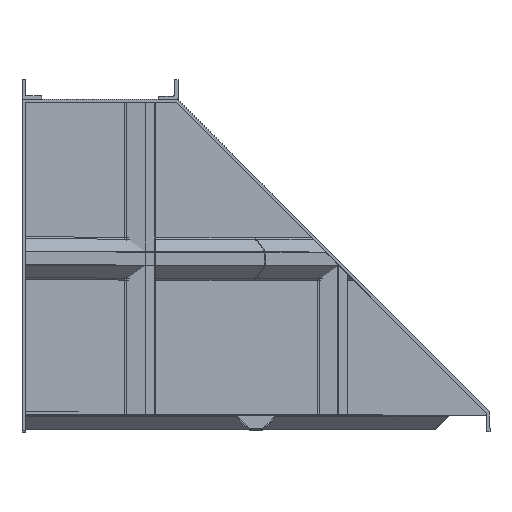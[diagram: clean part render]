
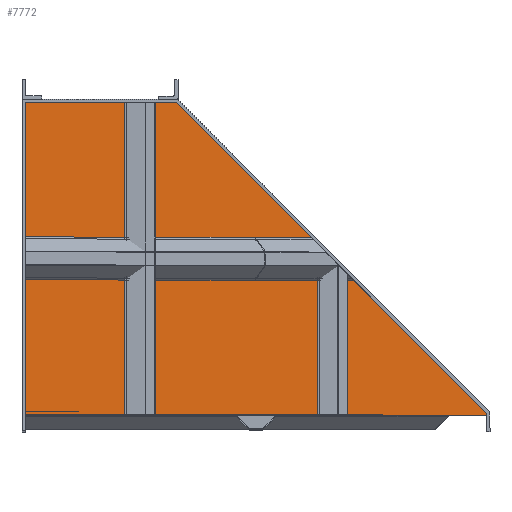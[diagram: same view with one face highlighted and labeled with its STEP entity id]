
A CAD part, top view. The second image highlights one B-rep face of the part: STEP entity #7772.
In plain terms, the highlighted planar face has unit normal (0.707, 0, 0.707).
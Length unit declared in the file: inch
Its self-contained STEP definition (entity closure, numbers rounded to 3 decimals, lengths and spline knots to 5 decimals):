
#241 = EDGE_CURVE ( 'NONE', #866, #5269, #3382, .T. ) ;
#245 = CARTESIAN_POINT ( 'NONE',  ( 36.17678, 24., 2.57678 ) ) ;
#283 = CARTESIAN_POINT ( 'NONE',  ( 11.89645, 23.75, 26.85711 ) ) ;
#343 = DIRECTION ( 'NONE',  ( 0., 1., 0. ) ) ;
#866 = VERTEX_POINT ( 'NONE', #1293 ) ;
#1240 = ORIENTED_EDGE ( 'NONE', *, *, #7795, .T. ) ;
#1293 = CARTESIAN_POINT ( 'NONE',  ( 0.25, 23.75, 38.50355 ) ) ;
#1860 = CARTESIAN_POINT ( 'NONE',  ( 28., 7.64645, 10.75355 ) ) ;
#1898 = DIRECTION ( 'NONE',  ( 0.577, -0.577, -0.577 ) ) ;
#2339 = VECTOR ( 'NONE', #1898, 39.37008 ) ;
#2415 = LINE ( 'NONE', #6311, #3164 ) ;
#2463 = ORIENTED_EDGE ( 'NONE', *, *, #3391, .T. ) ;
#2812 = DIRECTION ( 'NONE',  ( 0., -1., 0. ) ) ;
#2931 = DIRECTION ( 'NONE',  ( 0.707, 0., -0.707 ) ) ;
#3164 = VECTOR ( 'NONE', #5116, 39.37008 ) ;
#3382 = LINE ( 'NONE', #5955, #6281 ) ;
#3391 = EDGE_CURVE ( 'NONE', #6233, #3924, #3499, .T. ) ;
#3499 = LINE ( 'NONE', #7261, #4162 ) ;
#3861 = VERTEX_POINT ( 'NONE', #283 ) ;
#3886 = LINE ( 'NONE', #6284, #6244 ) ;
#3924 = VERTEX_POINT ( 'NONE', #6146 ) ;
#4162 = VECTOR ( 'NONE', #343, 39.37008 ) ;
#4197 = DIRECTION ( 'NONE',  ( 0.707, 0., 0.707 ) ) ;
#4265 = EDGE_LOOP ( 'NONE', ( #8044, #2463, #7527, #1240, #6094 ) ) ;
#4277 = PLANE ( 'NONE',  #4922 ) ;
#4332 = CARTESIAN_POINT ( 'NONE',  ( 35.75, -0.25, 3.00355 ) ) ;
#4922 = AXIS2_PLACEMENT_3D ( 'NONE', #245, #4197, #2931 ) ;
#5116 = DIRECTION ( 'NONE',  ( -0.707, 0., 0.707 ) ) ;
#5269 = VERTEX_POINT ( 'NONE', #6895 ) ;
#5779 = LINE ( 'NONE', #1860, #2339 ) ;
#5955 = CARTESIAN_POINT ( 'NONE',  ( 0.25, 24., 38.50355 ) ) ;
#6094 = ORIENTED_EDGE ( 'NONE', *, *, #241, .T. ) ;
#6146 = CARTESIAN_POINT ( 'NONE',  ( 35.75, -0.10355, 3.00355 ) ) ;
#6233 = VERTEX_POINT ( 'NONE', #4332 ) ;
#6244 = VECTOR ( 'NONE', #8353, 39.37008 ) ;
#6281 = VECTOR ( 'NONE', #2812, 39.37008 ) ;
#6284 = CARTESIAN_POINT ( 'NONE',  ( 19.37678, -0.25, 19.37678 ) ) ;
#6311 = CARTESIAN_POINT ( 'NONE',  ( 19.37678, 23.75, 19.37678 ) ) ;
#6895 = CARTESIAN_POINT ( 'NONE',  ( 0.25, -0.25, 38.50355 ) ) ;
#7261 = CARTESIAN_POINT ( 'NONE',  ( 35.75, 24., 3.00355 ) ) ;
#7306 = EDGE_CURVE ( 'NONE', #3861, #3924, #5779, .T. ) ;
#7425 = FACE_OUTER_BOUND ( 'NONE', #4265, .T. ) ;
#7527 = ORIENTED_EDGE ( 'NONE', *, *, #7306, .F. ) ;
#7700 = EDGE_CURVE ( 'NONE', #6233, #5269, #3886, .T. ) ;
#7772 = ADVANCED_FACE ( 'NONE', ( #7425 ), #4277, .T. ) ;
#7795 = EDGE_CURVE ( 'NONE', #3861, #866, #2415, .T. ) ;
#8044 = ORIENTED_EDGE ( 'NONE', *, *, #7700, .F. ) ;
#8353 = DIRECTION ( 'NONE',  ( -0.707, 0., 0.707 ) ) ;
